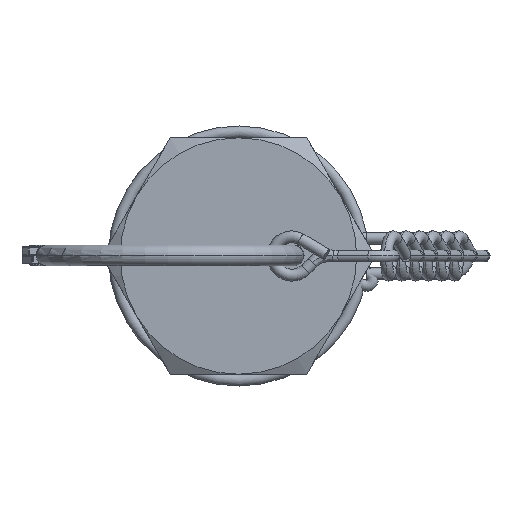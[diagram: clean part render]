
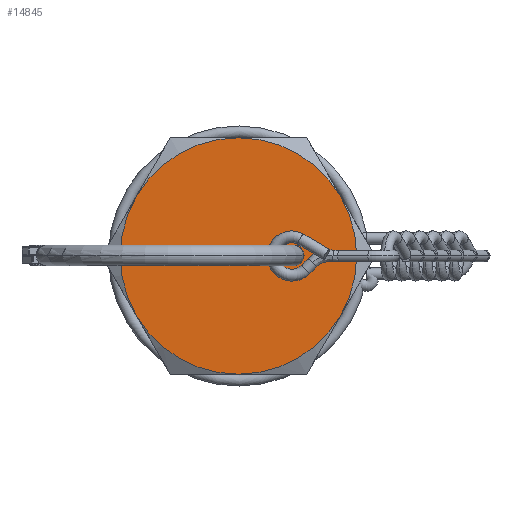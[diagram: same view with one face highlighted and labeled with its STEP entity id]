
A CAD part, left-side view. The second image highlights one B-rep face of the part: STEP entity #14845.
In plain terms, the highlighted planar face has unit normal (-1, 0, 0).
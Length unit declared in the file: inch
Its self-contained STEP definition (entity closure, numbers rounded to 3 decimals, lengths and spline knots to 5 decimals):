
#530 = EDGE_CURVE ( 'NONE', #4579, #11774, #3754, .T. ) ;
#1351 = EDGE_CURVE ( 'NONE', #11774, #3592, #9228, .T. ) ;
#2594 = FACE_OUTER_BOUND ( 'NONE', #4493, .T. ) ;
#2724 = EDGE_CURVE ( 'NONE', #5097, #4579, #4392, .T. ) ;
#3413 = DIRECTION ( 'NONE',  ( -1., 0., 0. ) ) ;
#3592 = VERTEX_POINT ( 'NONE', #17712 ) ;
#3754 = CIRCLE ( 'NONE', #13892, 0.625 ) ;
#3784 = DIRECTION ( 'NONE',  ( -1., 0., 0. ) ) ;
#4247 = AXIS2_PLACEMENT_3D ( 'NONE', #8356, #16905, #16835 ) ;
#4392 = CIRCLE ( 'NONE', #15999, 0.625 ) ;
#4493 = EDGE_LOOP ( 'NONE', ( #13865, #13493, #10414, #8621, #12040, #16276 ) ) ;
#4579 = VERTEX_POINT ( 'NONE', #5570 ) ;
#4650 = EDGE_CURVE ( 'NONE', #9070, #5097, #16755, .T. ) ;
#5097 = VERTEX_POINT ( 'NONE', #8326 ) ;
#5426 = CARTESIAN_POINT ( 'NONE',  ( 0., 0., 0.625 ) ) ;
#5570 = CARTESIAN_POINT ( 'NONE',  ( 0., -0.54127, 0.3125 ) ) ;
#5659 = VERTEX_POINT ( 'NONE', #13096 ) ;
#5964 = DIRECTION ( 'NONE',  ( 0., 0., 1. ) ) ;
#6565 = AXIS2_PLACEMENT_3D ( 'NONE', #9512, #9451, #10946 ) ;
#6589 = AXIS2_PLACEMENT_3D ( 'NONE', #10296, #11652, #13050 ) ;
#6718 = DIRECTION ( 'NONE',  ( 0., 0., 1. ) ) ;
#8028 = DIRECTION ( 'NONE',  ( -1., 0., 0. ) ) ;
#8326 = CARTESIAN_POINT ( 'NONE',  ( 0., -0.54127, -0.3125 ) ) ;
#8356 = CARTESIAN_POINT ( 'NONE',  ( 0., 0., 0. ) ) ;
#8621 = ORIENTED_EDGE ( 'NONE', *, *, #4650, .T. ) ;
#8873 = DIRECTION ( 'NONE',  ( 0., 0., 1. ) ) ;
#8919 = CARTESIAN_POINT ( 'NONE',  ( 0., 0., 0. ) ) ;
#9070 = VERTEX_POINT ( 'NONE', #14936 ) ;
#9228 = CIRCLE ( 'NONE', #6565, 0.625 ) ;
#9451 = DIRECTION ( 'NONE',  ( -1., 0., 0. ) ) ;
#9462 = EDGE_CURVE ( 'NONE', #3592, #5659, #12495, .T. ) ;
#9512 = CARTESIAN_POINT ( 'NONE',  ( 0., 0., 0. ) ) ;
#10296 = CARTESIAN_POINT ( 'NONE',  ( 0., 0., 0. ) ) ;
#10414 = ORIENTED_EDGE ( 'NONE', *, *, #16555, .T. ) ;
#10946 = DIRECTION ( 'NONE',  ( 0., 0., 1. ) ) ;
#11315 = PLANE ( 'NONE',  #4247 ) ;
#11617 = AXIS2_PLACEMENT_3D ( 'NONE', #8919, #3413, #5964 ) ;
#11652 = DIRECTION ( 'NONE',  ( -1., 0., 0. ) ) ;
#11774 = VERTEX_POINT ( 'NONE', #5426 ) ;
#12040 = ORIENTED_EDGE ( 'NONE', *, *, #2724, .T. ) ;
#12145 = CARTESIAN_POINT ( 'NONE',  ( 0., 0., 0. ) ) ;
#12495 = CIRCLE ( 'NONE', #12629, 0.625 ) ;
#12629 = AXIS2_PLACEMENT_3D ( 'NONE', #14250, #17181, #8873 ) ;
#13050 = DIRECTION ( 'NONE',  ( 0., 0., 1. ) ) ;
#13096 = CARTESIAN_POINT ( 'NONE',  ( 0., 0.54127, -0.3125 ) ) ;
#13493 = ORIENTED_EDGE ( 'NONE', *, *, #9462, .T. ) ;
#13865 = ORIENTED_EDGE ( 'NONE', *, *, #1351, .T. ) ;
#13892 = AXIS2_PLACEMENT_3D ( 'NONE', #16268, #3784, #6718 ) ;
#14250 = CARTESIAN_POINT ( 'NONE',  ( 0., 0., 0. ) ) ;
#14845 = ADVANCED_FACE ( 'NONE', ( #2594 ), #11315, .F. ) ;
#14859 = DIRECTION ( 'NONE',  ( 0., 0., 1. ) ) ;
#14936 = CARTESIAN_POINT ( 'NONE',  ( 0., 0., -0.625 ) ) ;
#15999 = AXIS2_PLACEMENT_3D ( 'NONE', #12145, #8028, #14859 ) ;
#16268 = CARTESIAN_POINT ( 'NONE',  ( 0., 0., 0. ) ) ;
#16276 = ORIENTED_EDGE ( 'NONE', *, *, #530, .T. ) ;
#16555 = EDGE_CURVE ( 'NONE', #5659, #9070, #17642, .T. ) ;
#16755 = CIRCLE ( 'NONE', #6589, 0.625 ) ;
#16835 = DIRECTION ( 'NONE',  ( 0., 0., -1. ) ) ;
#16905 = DIRECTION ( 'NONE',  ( 1., 0., 0. ) ) ;
#17181 = DIRECTION ( 'NONE',  ( -1., 0., 0. ) ) ;
#17642 = CIRCLE ( 'NONE', #11617, 0.625 ) ;
#17712 = CARTESIAN_POINT ( 'NONE',  ( 0., 0.54127, 0.3125 ) ) ;
